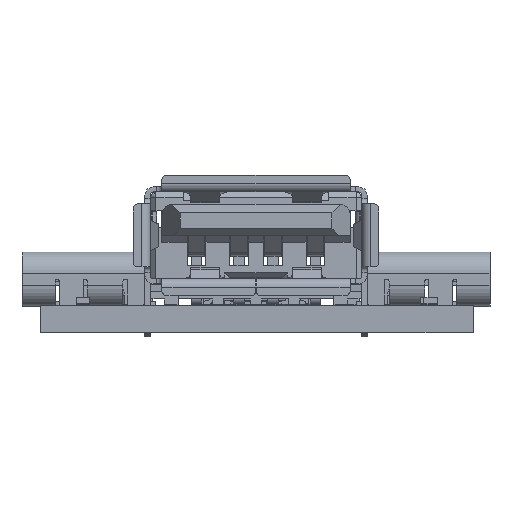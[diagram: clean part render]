
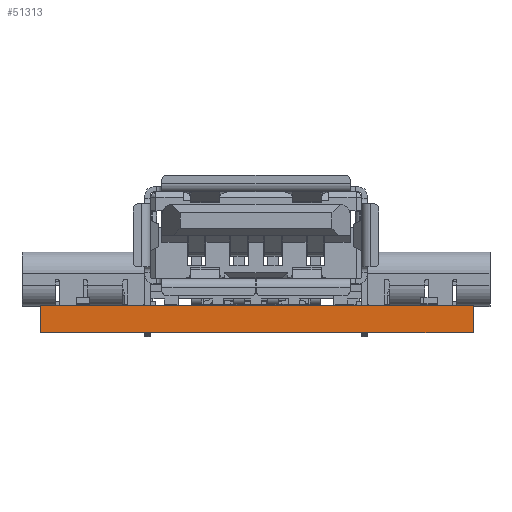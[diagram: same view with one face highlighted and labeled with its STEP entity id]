
A CAD part, front view. The second image highlights one B-rep face of the part: STEP entity #51313.
In plain terms, the highlighted planar face has unit normal (0, -1, 0).
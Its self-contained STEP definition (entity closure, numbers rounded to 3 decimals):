
#51313 = ADVANCED_FACE('',(#51314),#51348,.T.);
#51314 = FACE_BOUND('',#51315,.T.);
#51315 = EDGE_LOOP('',(#51316,#51326,#51334,#51342));
#51316 = ORIENTED_EDGE('',*,*,#51317,.T.);
#51317 = EDGE_CURVE('',#51318,#51320,#51322,.T.);
#51318 = VERTEX_POINT('',#51319);
#51319 = CARTESIAN_POINT('',(157.8,-117.5,0.));
#51320 = VERTEX_POINT('',#51321);
#51321 = CARTESIAN_POINT('',(157.8,-117.5,1.6));
#51322 = LINE('',#51323,#51324);
#51323 = CARTESIAN_POINT('',(157.8,-117.5,0.));
#51324 = VECTOR('',#51325,1.);
#51325 = DIRECTION('',(0.,0.,1.));
#51326 = ORIENTED_EDGE('',*,*,#51327,.T.);
#51327 = EDGE_CURVE('',#51320,#51328,#51330,.T.);
#51328 = VERTEX_POINT('',#51329);
#51329 = CARTESIAN_POINT('',(132.3,-117.5,1.6));
#51330 = LINE('',#51331,#51332);
#51331 = CARTESIAN_POINT('',(157.8,-117.5,1.6));
#51332 = VECTOR('',#51333,1.);
#51333 = DIRECTION('',(-1.,0.,0.));
#51334 = ORIENTED_EDGE('',*,*,#51335,.F.);
#51335 = EDGE_CURVE('',#51336,#51328,#51338,.T.);
#51336 = VERTEX_POINT('',#51337);
#51337 = CARTESIAN_POINT('',(132.3,-117.5,0.));
#51338 = LINE('',#51339,#51340);
#51339 = CARTESIAN_POINT('',(132.3,-117.5,0.));
#51340 = VECTOR('',#51341,1.);
#51341 = DIRECTION('',(0.,0.,1.));
#51342 = ORIENTED_EDGE('',*,*,#51343,.F.);
#51343 = EDGE_CURVE('',#51318,#51336,#51344,.T.);
#51344 = LINE('',#51345,#51346);
#51345 = CARTESIAN_POINT('',(157.8,-117.5,0.));
#51346 = VECTOR('',#51347,1.);
#51347 = DIRECTION('',(-1.,0.,0.));
#51348 = PLANE('',#51349);
#51349 = AXIS2_PLACEMENT_3D('',#51350,#51351,#51352);
#51350 = CARTESIAN_POINT('',(157.8,-117.5,0.));
#51351 = DIRECTION('',(0.,-1.,0.));
#51352 = DIRECTION('',(-1.,0.,0.));
